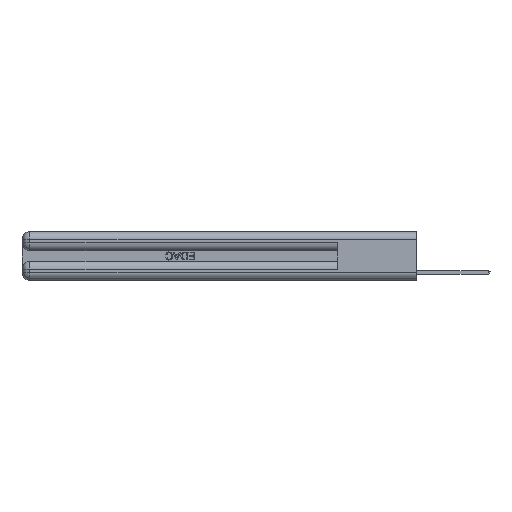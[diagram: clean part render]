
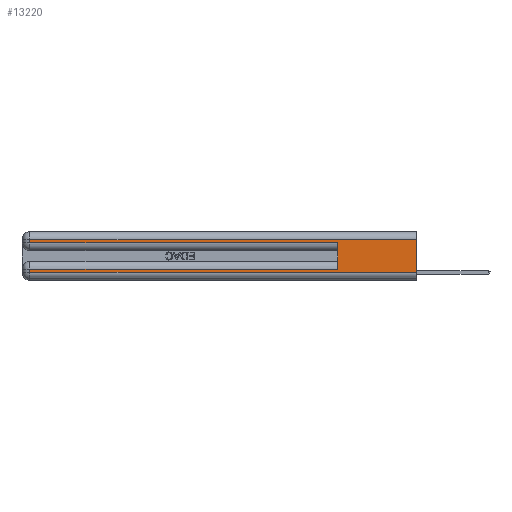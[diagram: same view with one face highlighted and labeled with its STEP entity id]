
A CAD part, left-side view. The second image highlights one B-rep face of the part: STEP entity #13220.
In plain terms, the highlighted planar face has unit normal (-1, 0, 0).
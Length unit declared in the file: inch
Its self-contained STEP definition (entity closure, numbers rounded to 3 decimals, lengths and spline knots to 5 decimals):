
#599 = FACE_OUTER_BOUND ( 'NONE', #740, .T. ) ;
#714 = LINE ( 'NONE', #11530, #34027 ) ;
#740 = EDGE_LOOP ( 'NONE', ( #25114, #1609, #5281, #11728, #17959, #30130, #14838, #12214 ) ) ;
#936 = VECTOR ( 'NONE', #8146, 39.37008 ) ;
#1141 = DIRECTION ( 'NONE',  ( 0., 0., -1. ) ) ;
#1349 = CARTESIAN_POINT ( 'NONE',  ( 0., 0.6, 0.285 ) ) ;
#1531 = DIRECTION ( 'NONE',  ( 0., 0., 1. ) ) ;
#1609 = ORIENTED_EDGE ( 'NONE', *, *, #9418, .T. ) ;
#2213 = CARTESIAN_POINT ( 'NONE',  ( 0., 0.6, 0.145 ) ) ;
#2773 = EDGE_CURVE ( 'NONE', #32552, #7640, #16086, .T. ) ;
#3203 = EDGE_CURVE ( 'NONE', #18810, #24272, #19057, .T. ) ;
#4034 = CARTESIAN_POINT ( 'NONE',  ( 0., 2.94, 0.06 ) ) ;
#4132 = VECTOR ( 'NONE', #31716, 39.37008 ) ;
#5281 = ORIENTED_EDGE ( 'NONE', *, *, #30481, .T. ) ;
#5602 = CARTESIAN_POINT ( 'NONE',  ( 0., 0., 0.31 ) ) ;
#7640 = VERTEX_POINT ( 'NONE', #8555 ) ;
#8146 = DIRECTION ( 'NONE',  ( 0., 1., 0. ) ) ;
#8555 = CARTESIAN_POINT ( 'NONE',  ( 0., 2.94, 0.085 ) ) ;
#8929 = CARTESIAN_POINT ( 'NONE',  ( 0., 0., 0.37 ) ) ;
#9418 = EDGE_CURVE ( 'NONE', #18810, #30138, #23526, .T. ) ;
#9907 = DIRECTION ( 'NONE',  ( 0., 0., -1. ) ) ;
#11530 = CARTESIAN_POINT ( 'NONE',  ( 0., 2.94, 0.37 ) ) ;
#11728 = ORIENTED_EDGE ( 'NONE', *, *, #30037, .T. ) ;
#11737 = VECTOR ( 'NONE', #27269, 39.37008 ) ;
#11779 = DIRECTION ( 'NONE',  ( 0., 0., -1. ) ) ;
#12214 = ORIENTED_EDGE ( 'NONE', *, *, #30224, .T. ) ;
#13220 = ADVANCED_FACE ( 'NONE', ( #599 ), #33263, .F. ) ;
#13396 = CARTESIAN_POINT ( 'NONE',  ( 0., 0., 0.06 ) ) ;
#14289 = EDGE_CURVE ( 'NONE', #32552, #18968, #26513, .T. ) ;
#14838 = ORIENTED_EDGE ( 'NONE', *, *, #19902, .T. ) ;
#16086 = LINE ( 'NONE', #16615, #936 ) ;
#16615 = CARTESIAN_POINT ( 'NONE',  ( 0., 0., 0.085 ) ) ;
#16899 = VECTOR ( 'NONE', #1531, 39.37008 ) ;
#17275 = DIRECTION ( 'NONE',  ( 0., -1., 0. ) ) ;
#17959 = ORIENTED_EDGE ( 'NONE', *, *, #14289, .F. ) ;
#18503 = CARTESIAN_POINT ( 'NONE',  ( 0., 0., 0.31 ) ) ;
#18706 = CARTESIAN_POINT ( 'NONE',  ( 0., 2.94, 0.285 ) ) ;
#18810 = VERTEX_POINT ( 'NONE', #5602 ) ;
#18968 = VERTEX_POINT ( 'NONE', #1349 ) ;
#19057 = LINE ( 'NONE', #34921, #11737 ) ;
#19428 = LINE ( 'NONE', #30121, #24914 ) ;
#19902 = EDGE_CURVE ( 'NONE', #7640, #33505, #714, .T. ) ;
#20140 = CARTESIAN_POINT ( 'NONE',  ( 0., 0., 0.06 ) ) ;
#22074 = LINE ( 'NONE', #25280, #30028 ) ;
#23526 = LINE ( 'NONE', #18503, #4132 ) ;
#24272 = VERTEX_POINT ( 'NONE', #13396 ) ;
#24792 = CARTESIAN_POINT ( 'NONE',  ( 0., 2.94, 0.31 ) ) ;
#24914 = VECTOR ( 'NONE', #17275, 39.37008 ) ;
#25114 = ORIENTED_EDGE ( 'NONE', *, *, #3203, .F. ) ;
#25143 = CARTESIAN_POINT ( 'NONE',  ( 0., 0.6, 0.085 ) ) ;
#25280 = CARTESIAN_POINT ( 'NONE',  ( 0., 2.94, 0.37 ) ) ;
#25509 = DIRECTION ( 'NONE',  ( 0., -1., 0. ) ) ;
#26513 = LINE ( 'NONE', #2213, #16899 ) ;
#26559 = VERTEX_POINT ( 'NONE', #18706 ) ;
#27269 = DIRECTION ( 'NONE',  ( 0., 0., -1. ) ) ;
#30028 = VECTOR ( 'NONE', #11779, 39.37008 ) ;
#30037 = EDGE_CURVE ( 'NONE', #26559, #18968, #19428, .T. ) ;
#30121 = CARTESIAN_POINT ( 'NONE',  ( 0., 0., 0.285 ) ) ;
#30130 = ORIENTED_EDGE ( 'NONE', *, *, #2773, .T. ) ;
#30138 = VERTEX_POINT ( 'NONE', #24792 ) ;
#30224 = EDGE_CURVE ( 'NONE', #33505, #24272, #31194, .T. ) ;
#30481 = EDGE_CURVE ( 'NONE', #30138, #26559, #22074, .T. ) ;
#30596 = DIRECTION ( 'NONE',  ( 1., 0., 0. ) ) ;
#31194 = LINE ( 'NONE', #20140, #33995 ) ;
#31716 = DIRECTION ( 'NONE',  ( 0., 1., 0. ) ) ;
#32552 = VERTEX_POINT ( 'NONE', #25143 ) ;
#33263 = PLANE ( 'NONE',  #34442 ) ;
#33505 = VERTEX_POINT ( 'NONE', #4034 ) ;
#33995 = VECTOR ( 'NONE', #25509, 39.37008 ) ;
#34027 = VECTOR ( 'NONE', #9907, 39.37008 ) ;
#34442 = AXIS2_PLACEMENT_3D ( 'NONE', #8929, #30596, #1141 ) ;
#34921 = CARTESIAN_POINT ( 'NONE',  ( 0., 0., 0.37 ) ) ;
